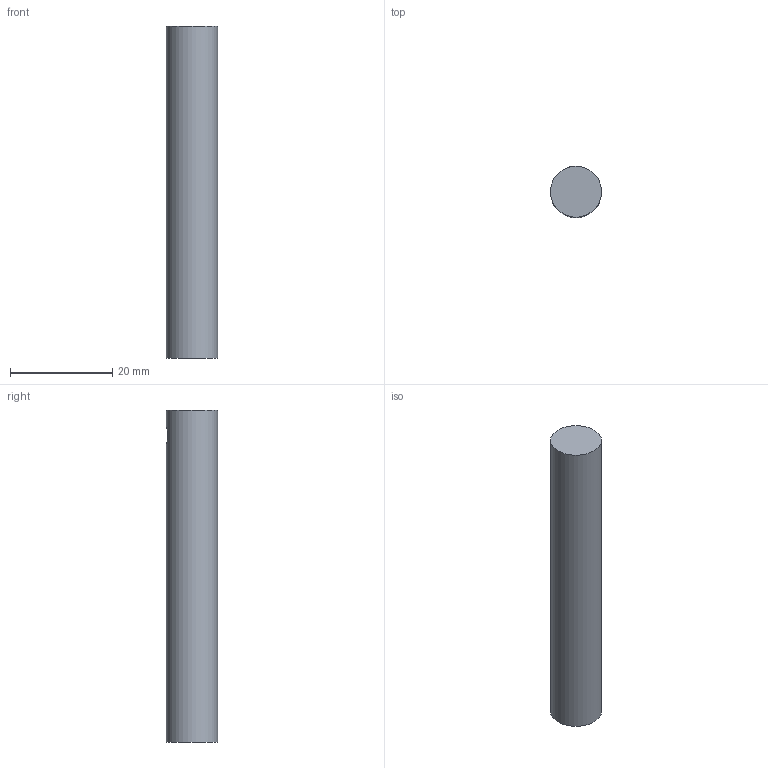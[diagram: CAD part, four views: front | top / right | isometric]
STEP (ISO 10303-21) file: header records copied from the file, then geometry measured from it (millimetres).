
FILE_DESCRIPTION(/* description */ (''),/* implementation_level */ '2;1');
FILE_NAME(/* name */ 'gearbox_shaft3.stp',/* time_stamp */ '2023-07-24T13:25:47+08:00',/* author */ ('310611102'),/* organization */ (''),/* preprocessor_version */ 'ST-DEVELOPER v19',/* originating_system */ 'Autodesk Inventor 2023',/* authorisation */ '');
FILE_SCHEMA (('AUTOMOTIVE_DESIGN { 1 0 10303 214 3 1 1 }'));
Length unit declared in the file: millimetre
Products named in the file (1): GEARBOX_SHAFT3
Bounding box: 10 x 10 x 65 mm (x, y, z)
Volume: 5061.7 mm3; surface area: 2249.9 mm2
Topology: 1 solids, 1 shells, 5 faces, 10 edges, 7 vertices
Faces by surface type: cylinder 2, plane 2, cone 1
Full cylindrical faces by diameter (mm): 3.242 x1, 10 x1
Entity records: 201 total; most frequent: CARTESIAN_POINT 58, DIRECTION 21, ORIENTED_EDGE 18, EDGE_CURVE 9, AXIS2_PLACEMENT_3D 9, VERTEX_POINT 7, EDGE_LOOP 6, FACE_OUTER_BOUND 5
